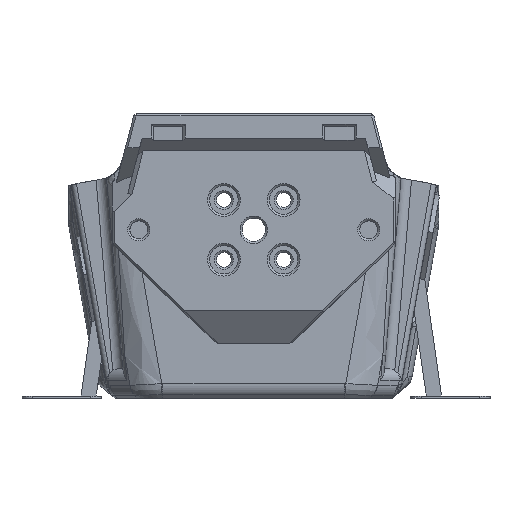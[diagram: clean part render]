
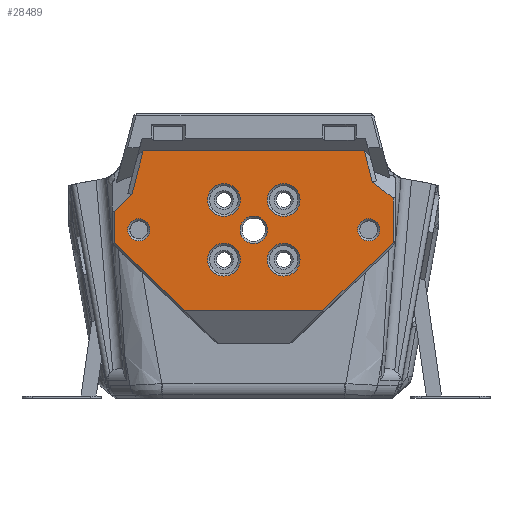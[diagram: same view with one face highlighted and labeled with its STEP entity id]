
A CAD part, front view. The second image highlights one B-rep face of the part: STEP entity #28489.
In plain terms, the highlighted planar face has unit normal (0, -1, 0).
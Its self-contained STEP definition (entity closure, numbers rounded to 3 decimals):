
#2251=CIRCLE('',#30824,2.1);
#2252=CIRCLE('',#30825,2.1);
#2253=CIRCLE('',#30826,2.6);
#2254=CIRCLE('',#30827,3.1);
#2255=CIRCLE('',#30828,3.1);
#2256=CIRCLE('',#30829,3.1);
#2257=CIRCLE('',#30830,3.1);
#10036=ORIENTED_EDGE('',*,*,#12095,.F.);
#10037=ORIENTED_EDGE('',*,*,#14932,.T.);
#10038=ORIENTED_EDGE('',*,*,#14933,.T.);
#10039=ORIENTED_EDGE('',*,*,#14934,.T.);
#10040=ORIENTED_EDGE('',*,*,#14935,.T.);
#10041=ORIENTED_EDGE('',*,*,#14936,.T.);
#10042=ORIENTED_EDGE('',*,*,#14937,.T.);
#10043=ORIENTED_EDGE('',*,*,#14938,.T.);
#10044=ORIENTED_EDGE('',*,*,#12104,.F.);
#10045=ORIENTED_EDGE('',*,*,#14939,.T.);
#10046=ORIENTED_EDGE('',*,*,#14940,.T.);
#10047=ORIENTED_EDGE('',*,*,#14941,.T.);
#10048=ORIENTED_EDGE('',*,*,#14942,.T.);
#10049=ORIENTED_EDGE('',*,*,#14943,.F.);
#10050=ORIENTED_EDGE('',*,*,#14944,.F.);
#10051=ORIENTED_EDGE('',*,*,#14945,.T.);
#10052=ORIENTED_EDGE('',*,*,#14946,.T.);
#12095=EDGE_CURVE('',#16036,#16037,#18531,.F.);
#12104=EDGE_CURVE('',#16045,#16046,#18540,.F.);
#14932=EDGE_CURVE('',#16036,#17820,#20137,.T.);
#14933=EDGE_CURVE('',#17820,#17821,#20138,.F.);
#14934=EDGE_CURVE('',#17821,#17822,#20139,.T.);
#14935=EDGE_CURVE('',#17822,#17823,#20140,.T.);
#14936=EDGE_CURVE('',#17823,#17824,#20141,.T.);
#14937=EDGE_CURVE('',#17824,#17825,#20142,.T.);
#14938=EDGE_CURVE('',#17825,#16046,#20143,.T.);
#14939=EDGE_CURVE('',#16045,#16037,#20144,.T.);
#14940=EDGE_CURVE('',#17826,#17826,#2251,.F.);
#14941=EDGE_CURVE('',#17827,#17827,#2252,.F.);
#14942=EDGE_CURVE('',#17828,#17828,#2253,.F.);
#14943=EDGE_CURVE('',#17829,#17829,#2254,.F.);
#14944=EDGE_CURVE('',#17830,#17830,#2255,.F.);
#14945=EDGE_CURVE('',#17831,#17831,#2256,.F.);
#14946=EDGE_CURVE('',#17832,#17832,#2257,.F.);
#16036=VERTEX_POINT('',#43204);
#16037=VERTEX_POINT('',#43206);
#16045=VERTEX_POINT('',#43223);
#16046=VERTEX_POINT('',#43225);
#17820=VERTEX_POINT('',#55656);
#17821=VERTEX_POINT('',#55658);
#17822=VERTEX_POINT('',#55660);
#17823=VERTEX_POINT('',#55662);
#17824=VERTEX_POINT('',#55664);
#17825=VERTEX_POINT('',#55666);
#17826=VERTEX_POINT('',#55670);
#17827=VERTEX_POINT('',#55672);
#17828=VERTEX_POINT('',#55674);
#17829=VERTEX_POINT('',#55676);
#17830=VERTEX_POINT('',#55678);
#17831=VERTEX_POINT('',#55680);
#17832=VERTEX_POINT('',#55682);
#18531=LINE('',#43205,#20912);
#18540=LINE('',#43224,#20921);
#20137=LINE('',#55655,#22518);
#20138=LINE('',#55657,#22519);
#20139=LINE('',#55659,#22520);
#20140=LINE('',#55661,#22521);
#20141=LINE('',#55663,#22522);
#20142=LINE('',#55665,#22523);
#20143=LINE('',#55667,#22524);
#20144=LINE('',#55668,#22525);
#20912=VECTOR('',#32635,1000.);
#20921=VECTOR('',#32646,1000.);
#22518=VECTOR('',#37301,1000.);
#22519=VECTOR('',#37302,1000.);
#22520=VECTOR('',#37303,1000.);
#22521=VECTOR('',#37304,1000.);
#22522=VECTOR('',#37305,1000.);
#22523=VECTOR('',#37306,1000.);
#22524=VECTOR('',#37307,1000.);
#22525=VECTOR('',#37308,1000.);
#24272=EDGE_LOOP('',(#10036,#10037,#10038,#10039,#10040,#10041,#10042,#10043,
#10044,#10045));
#24273=EDGE_LOOP('',(#10046));
#24274=EDGE_LOOP('',(#10047));
#24275=EDGE_LOOP('',(#10048));
#24276=EDGE_LOOP('',(#10049));
#24277=EDGE_LOOP('',(#10050));
#24278=EDGE_LOOP('',(#10051));
#24279=EDGE_LOOP('',(#10052));
#26010=FACE_BOUND('',#24272,.T.);
#26011=FACE_BOUND('',#24273,.T.);
#26012=FACE_BOUND('',#24274,.T.);
#26013=FACE_BOUND('',#24275,.T.);
#26014=FACE_BOUND('',#24276,.T.);
#26015=FACE_BOUND('',#24277,.T.);
#26016=FACE_BOUND('',#24278,.T.);
#26017=FACE_BOUND('',#24279,.T.);
#26989=PLANE('',#30823);
#28489=ADVANCED_FACE('',(#26010,#26011,#26012,#26013,#26014,#26015,#26016,
#26017),#26989,.T.);
#30823=AXIS2_PLACEMENT_3D('',#55654,#37299,#37300);
#30824=AXIS2_PLACEMENT_3D('',#55669,#37309,#37310);
#30825=AXIS2_PLACEMENT_3D('',#55671,#37311,#37312);
#30826=AXIS2_PLACEMENT_3D('',#55673,#37313,#37314);
#30827=AXIS2_PLACEMENT_3D('',#55675,#37315,#37316);
#30828=AXIS2_PLACEMENT_3D('',#55677,#37317,#37318);
#30829=AXIS2_PLACEMENT_3D('',#55679,#37319,#37320);
#30830=AXIS2_PLACEMENT_3D('',#55681,#37321,#37322);
#32635=DIRECTION('',(-1.,0.,0.));
#32646=DIRECTION('',(-0.797,0.,0.604));
#37299=DIRECTION('',(0.,-1.,0.));
#37300=DIRECTION('',(1.,0.,0.));
#37301=DIRECTION('',(-0.25,0.,-0.968));
#37302=DIRECTION('',(0.714,0.,0.7));
#37303=DIRECTION('',(0.,0.,-1.));
#37304=DIRECTION('',(0.722,0.,-0.692));
#37305=DIRECTION('',(1.,0.,0.));
#37306=DIRECTION('',(0.722,0.,0.692));
#37307=DIRECTION('',(0.,0.,1.));
#37308=DIRECTION('',(-0.25,0.,0.968));
#37309=DIRECTION('',(0.,-1.,0.));
#37310=DIRECTION('',(1.,0.,0.));
#37311=DIRECTION('',(0.,-1.,0.));
#37312=DIRECTION('',(1.,0.,0.));
#37313=DIRECTION('',(0.,-1.,0.));
#37314=DIRECTION('',(0.,0.,-1.));
#37315=DIRECTION('',(0.,1.,0.));
#37316=DIRECTION('',(0.,0.,-1.));
#37317=DIRECTION('',(0.,1.,0.));
#37318=DIRECTION('',(0.,0.,-1.));
#37319=DIRECTION('',(0.,-1.,0.));
#37320=DIRECTION('',(0.,0.,-1.));
#37321=DIRECTION('',(0.,-1.,0.));
#37322=DIRECTION('',(0.,0.,-1.));
#43204=CARTESIAN_POINT('',(-20.926,-29.1,46.811));
#43205=CARTESIAN_POINT('',(-0.052,-29.1,46.811));
#43206=CARTESIAN_POINT('',(20.926,-29.1,46.811));
#43223=CARTESIAN_POINT('',(22.462,-29.1,40.868));
#43224=CARTESIAN_POINT('',(15.729,-29.1,45.972));
#43225=CARTESIAN_POINT('',(26.393,-29.1,37.888));
#55654=CARTESIAN_POINT('',(0.,-29.1,25.221));
#55655=CARTESIAN_POINT('',(-24.847,-29.1,31.647));
#55656=CARTESIAN_POINT('',(-23.06,-29.1,38.559));
#55657=CARTESIAN_POINT('',(-17.965,-29.1,43.552));
#55658=CARTESIAN_POINT('',(-26.393,-29.1,35.292));
#55659=CARTESIAN_POINT('',(-26.393,-29.1,25.221));
#55660=CARTESIAN_POINT('',(-26.393,-29.1,29.389));
#55661=CARTESIAN_POINT('',(-10.556,-29.1,14.208));
#55662=CARTESIAN_POINT('',(-13.09,-29.1,16.638));
#55663=CARTESIAN_POINT('',(-2.754,-29.1,16.638));
#55664=CARTESIAN_POINT('',(13.09,-29.1,16.638));
#55665=CARTESIAN_POINT('',(10.556,-29.1,14.208));
#55666=CARTESIAN_POINT('',(26.393,-29.1,29.389));
#55667=CARTESIAN_POINT('',(26.393,-29.1,25.221));
#55668=CARTESIAN_POINT('',(24.847,-29.1,31.647));
#55669=CARTESIAN_POINT('',(-21.75,-29.1,31.853));
#55670=CARTESIAN_POINT('',(-19.65,-29.1,31.853));
#55671=CARTESIAN_POINT('',(21.75,-29.1,31.853));
#55672=CARTESIAN_POINT('',(23.85,-29.1,31.853));
#55673=CARTESIAN_POINT('',(0.,-29.1,31.85));
#55674=CARTESIAN_POINT('',(0.,-29.1,29.25));
#55675=CARTESIAN_POINT('',(5.657,-29.1,37.507));
#55676=CARTESIAN_POINT('',(5.657,-29.1,34.407));
#55677=CARTESIAN_POINT('',(5.657,-29.1,26.193));
#55678=CARTESIAN_POINT('',(5.657,-29.1,23.093));
#55679=CARTESIAN_POINT('',(-5.657,-29.1,37.507));
#55680=CARTESIAN_POINT('',(-5.657,-29.1,34.407));
#55681=CARTESIAN_POINT('',(-5.657,-29.1,26.193));
#55682=CARTESIAN_POINT('',(-5.657,-29.1,23.093));
